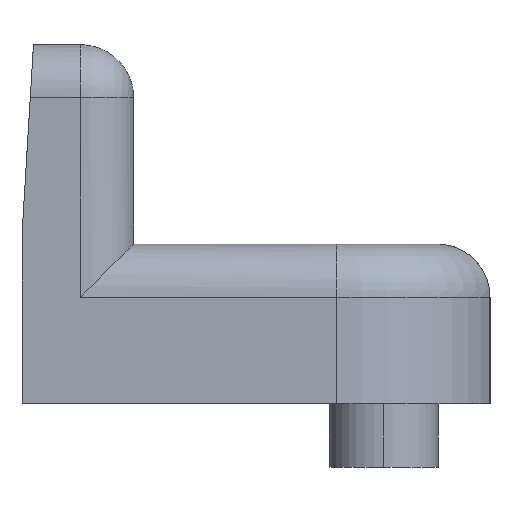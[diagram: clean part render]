
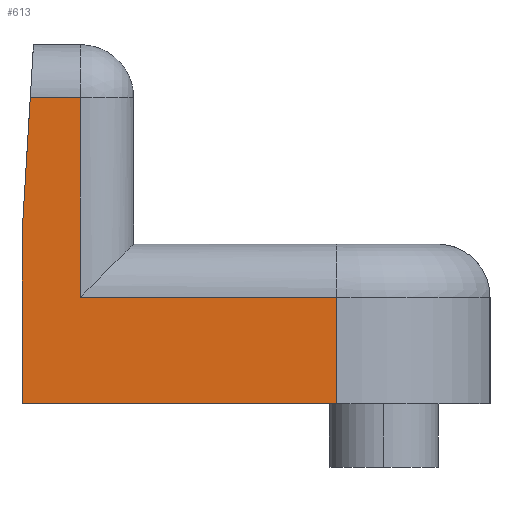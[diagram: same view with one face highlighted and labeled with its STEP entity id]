
A CAD part, left-side view. The second image highlights one B-rep face of the part: STEP entity #613.
In plain terms, the highlighted planar face has unit normal (-1, 0, 0).
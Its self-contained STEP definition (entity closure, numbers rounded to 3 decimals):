
#1 = CARTESIAN_POINT ( 'NONE',  ( -14.175, -2.015, 0. ) ) ;
#71 = CARTESIAN_POINT ( 'NONE',  ( -14.175, 3.9, 1.174 ) ) ;
#81 = AXIS2_PLACEMENT_3D ( 'NONE', #766, #166, #559 ) ;
#96 = LINE ( 'NONE', #277, #872 ) ;
#131 = VERTEX_POINT ( 'NONE', #282 ) ;
#150 = VECTOR ( 'NONE', #791, 1000. ) ;
#166 = DIRECTION ( 'NONE',  ( -1., 0., 0. ) ) ;
#174 = DIRECTION ( 'NONE',  ( 0., 0., 1. ) ) ;
#181 = EDGE_CURVE ( 'NONE', #411, #1276, #96, .T. ) ;
#208 = CARTESIAN_POINT ( 'NONE',  ( -14.175, 3.684, 4.75 ) ) ;
#210 = LINE ( 'NONE', #960, #1254 ) ;
#232 = ORIENTED_EDGE ( 'NONE', *, *, #698, .T. ) ;
#237 = VECTOR ( 'NONE', #1020, 1000. ) ;
#262 = VERTEX_POINT ( 'NONE', #1270 ) ;
#277 = CARTESIAN_POINT ( 'NONE',  ( -14.175, -2.015, -2. ) ) ;
#282 = CARTESIAN_POINT ( 'NONE',  ( -14.175, 3.9, -2. ) ) ;
#307 = FACE_OUTER_BOUND ( 'NONE', #627, .T. ) ;
#325 = LINE ( 'NONE', #208, #852 ) ;
#354 = CARTESIAN_POINT ( 'NONE',  ( -14.175, 3.745, 3.75 ) ) ;
#371 = EDGE_CURVE ( 'NONE', #534, #675, #325, .T. ) ;
#411 = VERTEX_POINT ( 'NONE', #867 ) ;
#430 = LINE ( 'NONE', #881, #936 ) ;
#443 = VECTOR ( 'NONE', #1127, 1000. ) ;
#466 = ORIENTED_EDGE ( 'NONE', *, *, #181, .T. ) ;
#508 = DIRECTION ( 'NONE',  ( 0., -0.06, 0.998 ) ) ;
#515 = LINE ( 'NONE', #665, #237 ) ;
#534 = VERTEX_POINT ( 'NONE', #71 ) ;
#559 = DIRECTION ( 'NONE',  ( 0., -1., 0. ) ) ;
#562 = ORIENTED_EDGE ( 'NONE', *, *, #662, .F. ) ;
#588 = CARTESIAN_POINT ( 'NONE',  ( -14.175, 3.9, 3.75 ) ) ;
#611 = ORIENTED_EDGE ( 'NONE', *, *, #1108, .T. ) ;
#613 = ADVANCED_FACE ( 'NONE', ( #307 ), #666, .T. ) ;
#627 = EDGE_LOOP ( 'NONE', ( #696, #562, #1290, #466, #232, #611, #1010 ) ) ;
#636 = LINE ( 'NONE', #588, #150 ) ;
#657 = DIRECTION ( 'NONE',  ( 0., 1., 0. ) ) ;
#662 = EDGE_CURVE ( 'NONE', #131, #534, #515, .T. ) ;
#665 = CARTESIAN_POINT ( 'NONE',  ( -14.175, 3.9, -2. ) ) ;
#666 = PLANE ( 'NONE',  #81 ) ;
#675 = VERTEX_POINT ( 'NONE', #354 ) ;
#685 = CARTESIAN_POINT ( 'NONE',  ( -14.175, 2.8, 3.75 ) ) ;
#696 = ORIENTED_EDGE ( 'NONE', *, *, #371, .F. ) ;
#698 = EDGE_CURVE ( 'NONE', #1276, #262, #210, .T. ) ;
#766 = CARTESIAN_POINT ( 'NONE',  ( -14.175, 0., -2. ) ) ;
#791 = DIRECTION ( 'NONE',  ( 0., 1., 0. ) ) ;
#852 = VECTOR ( 'NONE', #508, 1000. ) ;
#867 = CARTESIAN_POINT ( 'NONE',  ( -14.175, -2.015, -2. ) ) ;
#872 = VECTOR ( 'NONE', #174, 1000. ) ;
#881 = CARTESIAN_POINT ( 'NONE',  ( -14.175, 2.8, 4.75 ) ) ;
#936 = VECTOR ( 'NONE', #986, 1000. ) ;
#960 = CARTESIAN_POINT ( 'NONE',  ( -14.175, 0., 0. ) ) ;
#980 = LINE ( 'NONE', #1023, #443 ) ;
#986 = DIRECTION ( 'NONE',  ( 0., 0., 1. ) ) ;
#1010 = ORIENTED_EDGE ( 'NONE', *, *, #1135, .T. ) ;
#1020 = DIRECTION ( 'NONE',  ( 0., 0., 1. ) ) ;
#1023 = CARTESIAN_POINT ( 'NONE',  ( -14.175, 0., -2. ) ) ;
#1108 = EDGE_CURVE ( 'NONE', #262, #1111, #430, .T. ) ;
#1111 = VERTEX_POINT ( 'NONE', #685 ) ;
#1127 = DIRECTION ( 'NONE',  ( 0., -1., 0. ) ) ;
#1135 = EDGE_CURVE ( 'NONE', #1111, #675, #636, .T. ) ;
#1254 = VECTOR ( 'NONE', #657, 1000. ) ;
#1270 = CARTESIAN_POINT ( 'NONE',  ( -14.175, 2.8, 0. ) ) ;
#1271 = EDGE_CURVE ( 'NONE', #131, #411, #980, .T. ) ;
#1276 = VERTEX_POINT ( 'NONE', #1 ) ;
#1290 = ORIENTED_EDGE ( 'NONE', *, *, #1271, .T. ) ;
